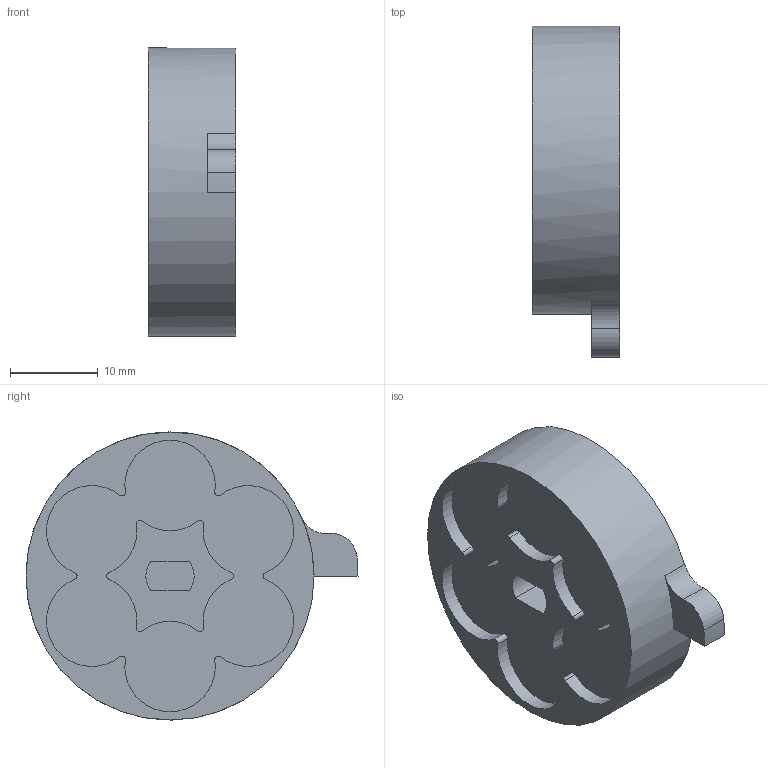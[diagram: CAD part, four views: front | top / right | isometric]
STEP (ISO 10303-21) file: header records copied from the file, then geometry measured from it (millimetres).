
FILE_DESCRIPTION(/* description */ (''),/* implementation_level */ '2;1');
FILE_NAME(/* name */ 'MagToolChanger_Lockplate.stp',/* time_stamp */ '2022-12-13T20:12:19+01:00',/* author */ ('remop'),/* organization */ (''),/* preprocessor_version */ 'ST-DEVELOPER v19.2',/* originating_system */ 'Autodesk Inventor 2023',/* authorisation */ '');
FILE_SCHEMA (('AUTOMOTIVE_DESIGN { 1 0 10303 214 3 1 1 }'));
Length unit declared in the file: millimetre
Products named in the file (1): MagToolChanger_Lockplate
Bounding box: 10 x 37.8 x 32.8 mm (x, y, z)
Volume: 7307.5 mm3; surface area: 3267.7 mm2
Topology: 1 solids, 1 shells, 41 faces, 105 edges, 70 vertices
Faces by surface type: cylinder 31, plane 10
Full cylindrical faces by diameter (mm): 10 x1, 32.8 x1
Entity records: 1326 total; most frequent: DIRECTION 253, CARTESIAN_POINT 217, ORIENTED_EDGE 210, AXIS2_PLACEMENT_3D 106, EDGE_CURVE 105, VERTEX_POINT 70, CIRCLE 64, EDGE_LOOP 45
